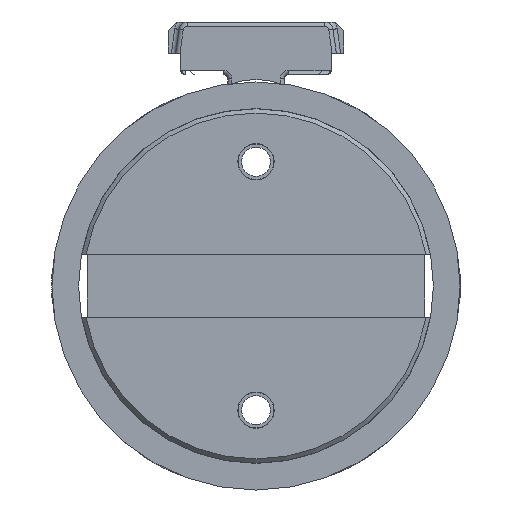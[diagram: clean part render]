
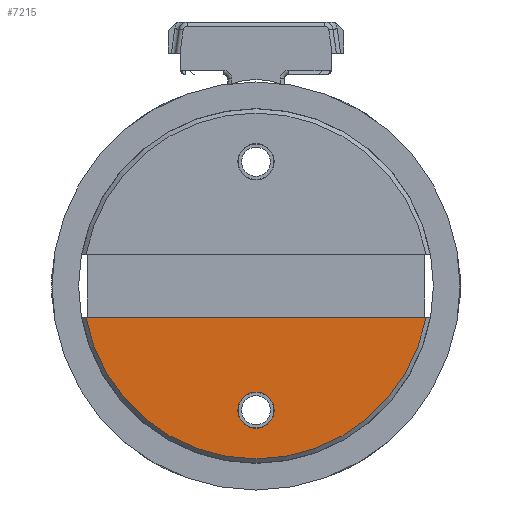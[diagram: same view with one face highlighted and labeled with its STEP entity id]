
A CAD part, left-side view. The second image highlights one B-rep face of the part: STEP entity #7215.
In plain terms, the highlighted planar face has unit normal (-1, 0, 0).
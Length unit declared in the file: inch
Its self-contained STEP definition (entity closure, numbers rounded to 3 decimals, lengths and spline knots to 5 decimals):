
#291 = EDGE_LOOP ( 'NONE', ( #5897, #9454 ) ) ;
#317 = FACE_OUTER_BOUND ( 'NONE', #291, .T. ) ;
#675 = DIRECTION ( 'NONE',  ( -1., 0., 0. ) ) ;
#918 = AXIS2_PLACEMENT_3D ( 'NONE', #6438, #675, #4418 ) ;
#1062 = PLANE ( 'NONE',  #918 ) ;
#1541 = EDGE_CURVE ( 'NONE', #6823, #6823, #9557, .T. ) ;
#1748 = CARTESIAN_POINT ( 'NONE',  ( -0.469, -1.19811, -0.222 ) ) ;
#2038 = LINE ( 'NONE', #4575, #3183 ) ;
#2283 = DIRECTION ( 'NONE',  ( 0., 0., 1. ) ) ;
#2855 = VERTEX_POINT ( 'NONE', #1748 ) ;
#3183 = VECTOR ( 'NONE', #9027, 39.37008 ) ;
#3264 = EDGE_CURVE ( 'NONE', #10259, #2855, #2038, .T. ) ;
#4418 = DIRECTION ( 'NONE',  ( 0., 0., 1. ) ) ;
#4575 = CARTESIAN_POINT ( 'NONE',  ( -0.469, -1.3735, -0.222 ) ) ;
#4652 = AXIS2_PLACEMENT_3D ( 'NONE', #6312, #5387, #2283 ) ;
#4847 = ORIENTED_EDGE ( 'NONE', *, *, #1541, .F. ) ;
#5339 = DIRECTION ( 'NONE',  ( 0., 0., 1. ) ) ;
#5387 = DIRECTION ( 'NONE',  ( -1., 0., 0. ) ) ;
#5897 = ORIENTED_EDGE ( 'NONE', *, *, #3264, .F. ) ;
#6312 = CARTESIAN_POINT ( 'NONE',  ( -0.469, 0., 0. ) ) ;
#6438 = CARTESIAN_POINT ( 'NONE',  ( -0.469, 0., 0. ) ) ;
#6823 = VERTEX_POINT ( 'NONE', #6983 ) ;
#6983 = CARTESIAN_POINT ( 'NONE',  ( -0.469, 0., -0.75 ) ) ;
#7215 = ADVANCED_FACE ( 'NONE', ( #8988, #317 ), #1062, .T. ) ;
#8681 = CARTESIAN_POINT ( 'NONE',  ( -0.469, 1.19811, -0.222 ) ) ;
#8687 = EDGE_CURVE ( 'NONE', #10259, #2855, #9788, .T. ) ;
#8855 = CARTESIAN_POINT ( 'NONE',  ( -0.469, 0., -0.875 ) ) ;
#8988 = FACE_BOUND ( 'NONE', #9478, .T. ) ;
#9027 = DIRECTION ( 'NONE',  ( 0., -1., 0. ) ) ;
#9454 = ORIENTED_EDGE ( 'NONE', *, *, #8687, .T. ) ;
#9459 = AXIS2_PLACEMENT_3D ( 'NONE', #8855, #10417, #5339 ) ;
#9478 = EDGE_LOOP ( 'NONE', ( #4847 ) ) ;
#9557 = CIRCLE ( 'NONE', #9459, 0.125 ) ;
#9788 = CIRCLE ( 'NONE', #4652, 1.2185 ) ;
#10259 = VERTEX_POINT ( 'NONE', #8681 ) ;
#10417 = DIRECTION ( 'NONE',  ( -1., 0., 0. ) ) ;
